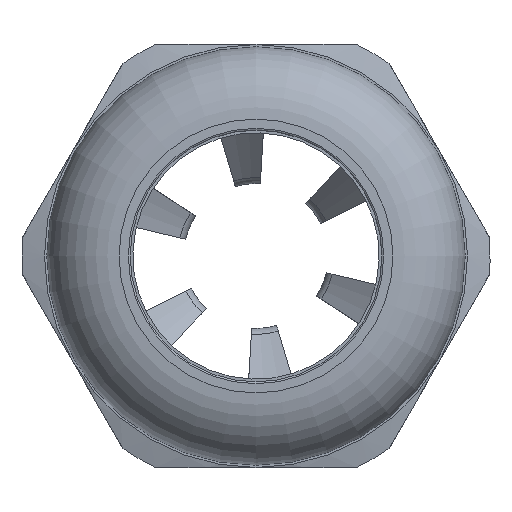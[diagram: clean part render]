
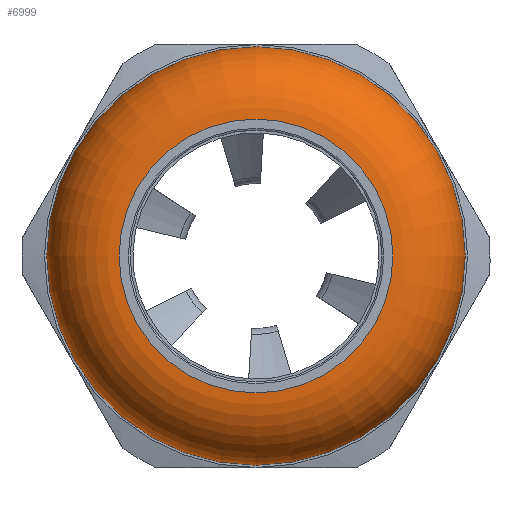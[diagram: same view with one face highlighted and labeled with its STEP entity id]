
A CAD part, left-side view. The second image highlights one B-rep face of the part: STEP entity #6999.
In plain terms, the highlighted toroidal (fillet/blend) face has major radius 7.77 mm and minor radius 4.1 mm.
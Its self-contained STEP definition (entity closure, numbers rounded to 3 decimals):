
#72=TOROIDAL_SURFACE('',#7512,7.77,4.1);
#214=FACE_BOUND('',#1315,.T.);
#469=CIRCLE('',#7508,7.77);
#471=CIRCLE('',#7513,11.87);
#896=FACE_OUTER_BOUND('',#1314,.T.);
#1314=EDGE_LOOP('',(#4800));
#1315=EDGE_LOOP('',(#4801));
#2864=VERTEX_POINT('',#12038);
#2866=VERTEX_POINT('',#12045);
#3626=EDGE_CURVE('',#2864,#2864,#469,.T.);
#3628=EDGE_CURVE('',#2866,#2866,#471,.T.);
#4800=ORIENTED_EDGE('',*,*,#3626,.T.);
#4801=ORIENTED_EDGE('',*,*,#3628,.F.);
#6999=ADVANCED_FACE('',(#896,#214),#72,.T.);
#7508=AXIS2_PLACEMENT_3D('',#12039,#8435,#8436);
#7512=AXIS2_PLACEMENT_3D('',#12044,#8443,#8444);
#7513=AXIS2_PLACEMENT_3D('',#12046,#8445,#8446);
#8435=DIRECTION('center_axis',(1.,0.,0.));
#8436=DIRECTION('ref_axis',(0.,0.,-1.));
#8443=DIRECTION('center_axis',(1.,0.,0.));
#8444=DIRECTION('ref_axis',(0.,0.,-1.));
#8445=DIRECTION('center_axis',(1.,0.,0.));
#8446=DIRECTION('ref_axis',(0.,0.,-1.));
#12038=CARTESIAN_POINT('',(-17.2,7.77,0.));
#12039=CARTESIAN_POINT('Origin',(-17.2,0.,0.));
#12044=CARTESIAN_POINT('Origin',(-13.1,0.,0.));
#12045=CARTESIAN_POINT('',(-13.1,11.87,0.));
#12046=CARTESIAN_POINT('Origin',(-13.1,0.,0.));
